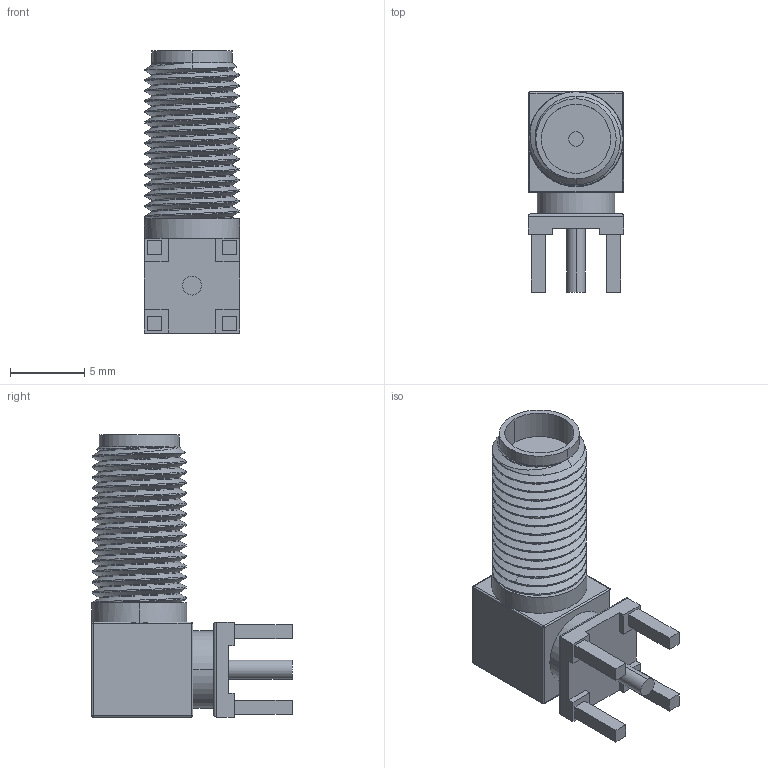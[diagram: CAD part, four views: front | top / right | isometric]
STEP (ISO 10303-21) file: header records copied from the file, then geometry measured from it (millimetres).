
FILE_DESCRIPTION((''),'2;1');
FILE_NAME('C-619540-1','2013-05-31T',('workeradm'),('Tyco Electronics Ltd.'),'PRO/ENGINEER BY PARAMETRIC TECHNOLOGY CORPORATION, 2011490','PRO/ENGINEER BY PARAMETRIC TECHNOLOGY CORPORATION, 2011490','');
FILE_SCHEMA(('AUTOMOTIVE_DESIGN { 1 0 10303 214 1 1 1 1 }'));
Length unit declared in the file: millimetre
Products named in the file (1): C-619540-1
Bounding box: 6.4 x 13.5 x 19 mm (x, y, z)
Volume: 680.2 mm3; surface area: 836.6 mm2
Topology: 1 solids, 1 shells, 138 faces, 332 edges, 207 vertices
Faces by surface type: cylinder 61, plane 52, bspline 15, sphere 8, cone 2
Entity records: 8766 total; most frequent: CARTESIAN_POINT 5346, ORIENTED_EDGE 664, DIRECTION 543, EDGE_CURVE 332, VERTEX_POINT 207, VECTOR 185, LINE 185, AXIS2_PLACEMENT_3D 179
